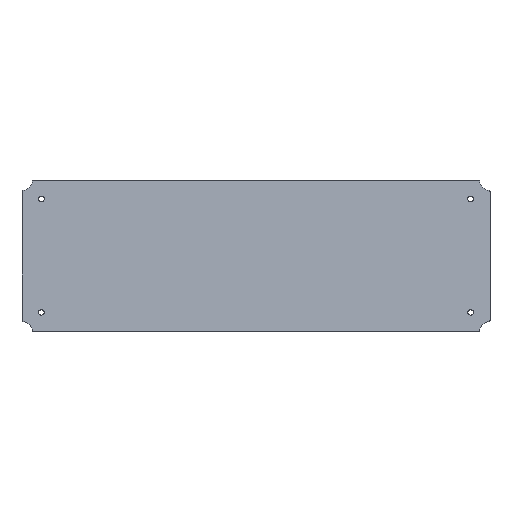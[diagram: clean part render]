
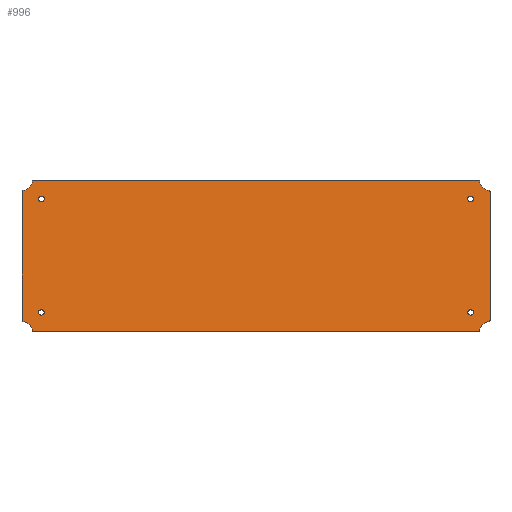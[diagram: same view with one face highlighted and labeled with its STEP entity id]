
A CAD part, top view. The second image highlights one B-rep face of the part: STEP entity #996.
In plain terms, the highlighted planar face has unit normal (0, 0.104, 0.995).
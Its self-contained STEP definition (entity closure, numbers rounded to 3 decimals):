
#55=FACE_BOUND('',#201,.T.);
#56=FACE_BOUND('',#202,.T.);
#57=FACE_BOUND('',#203,.T.);
#58=FACE_BOUND('',#204,.T.);
#74=PLANE('',#1118);
#134=FACE_OUTER_BOUND('',#200,.T.);
#200=EDGE_LOOP('',(#889,#890,#891,#892,#893,#894,#895,#896,#897,#898,#899,
#900,#901,#902,#903,#904));
#201=EDGE_LOOP('',(#905));
#202=EDGE_LOOP('',(#906));
#203=EDGE_LOOP('',(#907));
#204=EDGE_LOOP('',(#908));
#254=LINE('',#2083,#322);
#260=LINE('',#2100,#328);
#266=LINE('',#2120,#334);
#271=LINE('',#2136,#339);
#322=VECTOR('',#1330,10.);
#328=VECTOR('',#1350,10.);
#334=VECTOR('',#1374,10.);
#339=VECTOR('',#1393,10.);
#366=CIRCLE('',#1057,1.6);
#368=CIRCLE('',#1061,1.6);
#370=CIRCLE('',#1065,1.6);
#372=CIRCLE('',#1069,1.6);
#385=CIRCLE('',#1092,0.5);
#386=CIRCLE('',#1094,6.5);
#387=CIRCLE('',#1096,0.5);
#388=CIRCLE('',#1099,0.5);
#389=CIRCLE('',#1101,6.5);
#390=CIRCLE('',#1103,0.5);
#391=CIRCLE('',#1105,0.5);
#392=CIRCLE('',#1108,0.5);
#393=CIRCLE('',#1110,6.5);
#394=CIRCLE('',#1112,0.5);
#395=CIRCLE('',#1115,0.5);
#396=CIRCLE('',#1117,6.5);
#442=VERTEX_POINT('',#1534);
#444=VERTEX_POINT('',#1542);
#446=VERTEX_POINT('',#1550);
#448=VERTEX_POINT('',#1558);
#467=VERTEX_POINT('',#2080);
#468=VERTEX_POINT('',#2082);
#469=VERTEX_POINT('',#2086);
#470=VERTEX_POINT('',#2090);
#471=VERTEX_POINT('',#2094);
#472=VERTEX_POINT('',#2098);
#473=VERTEX_POINT('',#2102);
#474=VERTEX_POINT('',#2106);
#475=VERTEX_POINT('',#2110);
#476=VERTEX_POINT('',#2114);
#477=VERTEX_POINT('',#2118);
#478=VERTEX_POINT('',#2122);
#479=VERTEX_POINT('',#2126);
#480=VERTEX_POINT('',#2130);
#481=VERTEX_POINT('',#2134);
#482=VERTEX_POINT('',#2138);
#546=EDGE_CURVE('',#442,#442,#366,.F.);
#550=EDGE_CURVE('',#444,#444,#368,.F.);
#554=EDGE_CURVE('',#446,#446,#370,.F.);
#558=EDGE_CURVE('',#448,#448,#372,.F.);
#594=EDGE_CURVE('',#468,#467,#254,.T.);
#597=EDGE_CURVE('',#469,#467,#385,.T.);
#599=EDGE_CURVE('',#469,#470,#386,.T.);
#601=EDGE_CURVE('',#471,#470,#387,.T.);
#603=EDGE_CURVE('',#471,#472,#260,.T.);
#605=EDGE_CURVE('',#473,#472,#388,.T.);
#607=EDGE_CURVE('',#473,#474,#389,.T.);
#609=EDGE_CURVE('',#475,#474,#390,.T.);
#610=EDGE_CURVE('',#468,#476,#391,.T.);
#613=EDGE_CURVE('',#475,#477,#266,.T.);
#615=EDGE_CURVE('',#478,#477,#392,.T.);
#617=EDGE_CURVE('',#478,#479,#393,.T.);
#619=EDGE_CURVE('',#480,#479,#394,.T.);
#621=EDGE_CURVE('',#480,#481,#271,.T.);
#623=EDGE_CURVE('',#482,#481,#395,.T.);
#624=EDGE_CURVE('',#482,#476,#396,.T.);
#889=ORIENTED_EDGE('',*,*,#610,.F.);
#890=ORIENTED_EDGE('',*,*,#594,.T.);
#891=ORIENTED_EDGE('',*,*,#597,.F.);
#892=ORIENTED_EDGE('',*,*,#599,.T.);
#893=ORIENTED_EDGE('',*,*,#601,.F.);
#894=ORIENTED_EDGE('',*,*,#603,.T.);
#895=ORIENTED_EDGE('',*,*,#605,.F.);
#896=ORIENTED_EDGE('',*,*,#607,.T.);
#897=ORIENTED_EDGE('',*,*,#609,.F.);
#898=ORIENTED_EDGE('',*,*,#613,.T.);
#899=ORIENTED_EDGE('',*,*,#615,.F.);
#900=ORIENTED_EDGE('',*,*,#617,.T.);
#901=ORIENTED_EDGE('',*,*,#619,.F.);
#902=ORIENTED_EDGE('',*,*,#621,.T.);
#903=ORIENTED_EDGE('',*,*,#623,.F.);
#904=ORIENTED_EDGE('',*,*,#624,.T.);
#905=ORIENTED_EDGE('',*,*,#546,.T.);
#906=ORIENTED_EDGE('',*,*,#550,.T.);
#907=ORIENTED_EDGE('',*,*,#554,.T.);
#908=ORIENTED_EDGE('',*,*,#558,.T.);
#996=ADVANCED_FACE('',(#134,#55,#56,#57,#58),#74,.F.);
#1057=AXIS2_PLACEMENT_3D('',#1536,#1251,#1252);
#1061=AXIS2_PLACEMENT_3D('',#1544,#1261,#1262);
#1065=AXIS2_PLACEMENT_3D('',#1552,#1271,#1272);
#1069=AXIS2_PLACEMENT_3D('',#1560,#1281,#1282);
#1092=AXIS2_PLACEMENT_3D('',#2088,#1335,#1336);
#1094=AXIS2_PLACEMENT_3D('',#2092,#1340,#1341);
#1096=AXIS2_PLACEMENT_3D('',#2096,#1345,#1346);
#1099=AXIS2_PLACEMENT_3D('',#2104,#1354,#1355);
#1101=AXIS2_PLACEMENT_3D('',#2108,#1359,#1360);
#1103=AXIS2_PLACEMENT_3D('',#2112,#1364,#1365);
#1105=AXIS2_PLACEMENT_3D('',#2115,#1368,#1369);
#1108=AXIS2_PLACEMENT_3D('',#2124,#1378,#1379);
#1110=AXIS2_PLACEMENT_3D('',#2128,#1383,#1384);
#1112=AXIS2_PLACEMENT_3D('',#2132,#1388,#1389);
#1115=AXIS2_PLACEMENT_3D('',#2140,#1397,#1398);
#1117=AXIS2_PLACEMENT_3D('',#2142,#1401,#1402);
#1118=AXIS2_PLACEMENT_3D('',#2143,#1403,#1404);
#1251=DIRECTION('center_axis',(0.,0.105,0.995));
#1252=DIRECTION('ref_axis',(-1.,0.,0.));
#1261=DIRECTION('center_axis',(0.,0.105,0.995));
#1262=DIRECTION('ref_axis',(-1.,0.,0.));
#1271=DIRECTION('center_axis',(0.,0.105,0.995));
#1272=DIRECTION('ref_axis',(-1.,0.,0.));
#1281=DIRECTION('center_axis',(0.,0.105,0.995));
#1282=DIRECTION('ref_axis',(-1.,0.,0.));
#1330=DIRECTION('',(0.,-0.995,0.105));
#1335=DIRECTION('center_axis',(0.,-0.105,-0.995));
#1336=DIRECTION('ref_axis',(-0.756,-0.651,0.068));
#1340=DIRECTION('center_axis',(0.,-0.105,-0.995));
#1341=DIRECTION('ref_axis',(1.,0.,0.));
#1345=DIRECTION('center_axis',(0.,-0.105,-0.995));
#1346=DIRECTION('ref_axis',(-0.655,-0.752,0.079));
#1350=DIRECTION('',(1.,0.,0.));
#1354=DIRECTION('center_axis',(0.,-0.105,-0.995));
#1355=DIRECTION('ref_axis',(0.655,-0.752,0.079));
#1359=DIRECTION('center_axis',(0.,-0.105,-0.995));
#1360=DIRECTION('ref_axis',(1.,0.,0.));
#1364=DIRECTION('center_axis',(0.,-0.105,-0.995));
#1365=DIRECTION('ref_axis',(0.756,-0.651,0.068));
#1368=DIRECTION('center_axis',(0.,-0.105,-0.995));
#1369=DIRECTION('ref_axis',(-0.756,0.651,-0.068));
#1374=DIRECTION('',(0.,0.995,-0.105));
#1378=DIRECTION('center_axis',(0.,-0.105,-0.995));
#1379=DIRECTION('ref_axis',(0.756,0.651,-0.068));
#1383=DIRECTION('center_axis',(0.,-0.105,-0.995));
#1384=DIRECTION('ref_axis',(1.,0.,0.));
#1388=DIRECTION('center_axis',(0.,-0.105,-0.995));
#1389=DIRECTION('ref_axis',(0.655,0.752,-0.079));
#1393=DIRECTION('',(-1.,0.,0.));
#1397=DIRECTION('center_axis',(0.,-0.105,-0.995));
#1398=DIRECTION('ref_axis',(-0.655,0.752,-0.079));
#1401=DIRECTION('center_axis',(0.,-0.105,-0.995));
#1402=DIRECTION('ref_axis',(1.,0.,0.));
#1403=DIRECTION('center_axis',(0.,-0.105,-0.995));
#1404=DIRECTION('ref_axis',(1.,0.,0.));
#1534=CARTESIAN_POINT('',(-119.775,-35.751,10.929));
#1536=CARTESIAN_POINT('Origin',(-121.375,-35.751,10.929));
#1542=CARTESIAN_POINT('',(-119.775,28.427,4.184));
#1544=CARTESIAN_POINT('Origin',(-121.375,28.427,4.184));
#1550=CARTESIAN_POINT('',(122.975,-35.751,10.929));
#1552=CARTESIAN_POINT('Origin',(121.375,-35.751,10.929));
#1558=CARTESIAN_POINT('',(122.975,28.427,4.184));
#1560=CARTESIAN_POINT('Origin',(121.375,28.427,4.184));
#2080=CARTESIAN_POINT('',(-132.375,-40.297,11.407));
#2082=CARTESIAN_POINT('',(-132.375,32.679,3.737));
#2083=CARTESIAN_POINT('',(-132.375,14.65,5.632));
#2086=CARTESIAN_POINT('',(-131.946,-40.79,11.459));
#2088=CARTESIAN_POINT('Origin',(-131.875,-40.297,11.407));
#2090=CARTESIAN_POINT('',(-126.442,-46.264,12.034));
#2092=CARTESIAN_POINT('Origin',(-132.875,-47.188,12.131));
#2094=CARTESIAN_POINT('',(-125.947,-46.69,12.079));
#2096=CARTESIAN_POINT('Origin',(-125.947,-46.193,12.027));
#2098=CARTESIAN_POINT('',(125.947,-46.69,12.079));
#2100=CARTESIAN_POINT('',(-63.313,-46.69,12.079));
#2102=CARTESIAN_POINT('',(126.442,-46.264,12.034));
#2104=CARTESIAN_POINT('Origin',(125.947,-46.193,12.027));
#2106=CARTESIAN_POINT('',(131.946,-40.79,11.459));
#2108=CARTESIAN_POINT('Origin',(132.875,-47.188,12.131));
#2110=CARTESIAN_POINT('',(132.375,-40.297,11.407));
#2112=CARTESIAN_POINT('Origin',(131.875,-40.297,11.407));
#2114=CARTESIAN_POINT('',(-131.946,33.171,3.685));
#2115=CARTESIAN_POINT('Origin',(-131.875,32.679,3.737));
#2118=CARTESIAN_POINT('',(132.375,32.679,3.737));
#2120=CARTESIAN_POINT('',(132.375,-22.512,9.538));
#2122=CARTESIAN_POINT('',(131.946,33.171,3.685));
#2124=CARTESIAN_POINT('Origin',(131.875,32.679,3.737));
#2126=CARTESIAN_POINT('',(126.442,38.646,3.11));
#2128=CARTESIAN_POINT('Origin',(132.875,39.569,3.013));
#2130=CARTESIAN_POINT('',(125.947,39.072,3.065));
#2132=CARTESIAN_POINT('Origin',(125.947,38.575,3.117));
#2134=CARTESIAN_POINT('',(-125.947,39.072,3.065));
#2136=CARTESIAN_POINT('',(63.313,39.072,3.065));
#2138=CARTESIAN_POINT('',(-126.442,38.646,3.11));
#2140=CARTESIAN_POINT('Origin',(-125.947,38.575,3.117));
#2142=CARTESIAN_POINT('Origin',(-132.875,39.569,3.013));
#2143=CARTESIAN_POINT('Origin',(0.,-4.053,
7.598));
